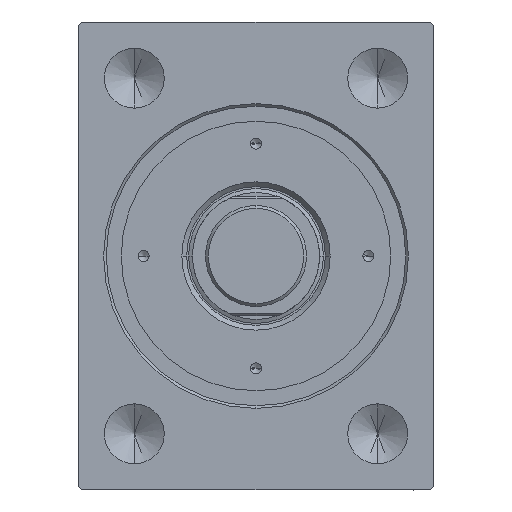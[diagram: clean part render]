
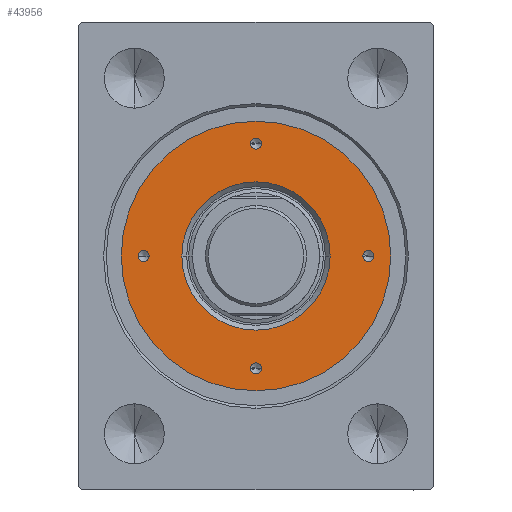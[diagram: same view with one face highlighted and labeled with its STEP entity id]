
A CAD part, left-side view. The second image highlights one B-rep face of the part: STEP entity #43956.
In plain terms, the highlighted face is planar.
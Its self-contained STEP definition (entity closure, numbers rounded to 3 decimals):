
#166 = CIRCLE ( 'NONE', #25149, 1.5 ) ;
#607 = DIRECTION ( 'NONE',  ( 0., 0., -1. ) ) ;
#761 = VERTEX_POINT ( 'NONE', #14717 ) ;
#897 = DIRECTION ( 'NONE',  ( 1., 0., 0. ) ) ;
#965 = DIRECTION ( 'NONE',  ( 0., 0., 1. ) ) ;
#1761 = CARTESIAN_POINT ( 'NONE',  ( 0., 0., 11.8 ) ) ;
#2521 = EDGE_CURVE ( 'NONE', #18853, #761, #25080, .T. ) ;
#2627 = CARTESIAN_POINT ( 'NONE',  ( -30., 0., 11.8 ) ) ;
#2683 = DIRECTION ( 'NONE',  ( 1., 0., 0. ) ) ;
#2690 = AXIS2_PLACEMENT_3D ( 'NONE', #37346, #33331, #6060 ) ;
#3433 = CIRCLE ( 'NONE', #2690, 36. ) ;
#3632 = EDGE_LOOP ( 'NONE', ( #19770, #43138 ) ) ;
#4182 = CARTESIAN_POINT ( 'NONE',  ( -19.8, 0., 11.8 ) ) ;
#4307 = EDGE_LOOP ( 'NONE', ( #17288, #19453 ) ) ;
#4522 = EDGE_CURVE ( 'NONE', #38937, #31032, #37207, .T. ) ;
#4633 = FACE_BOUND ( 'NONE', #42723, .T. ) ;
#6060 = DIRECTION ( 'NONE',  ( 1., 0., 0. ) ) ;
#6408 = ORIENTED_EDGE ( 'NONE', *, *, #4522, .F. ) ;
#7791 = EDGE_CURVE ( 'NONE', #36521, #27068, #3433, .T. ) ;
#7873 = AXIS2_PLACEMENT_3D ( 'NONE', #32898, #42711, #28666 ) ;
#8241 = DIRECTION ( 'NONE',  ( 1., 0., 0. ) ) ;
#8481 = CARTESIAN_POINT ( 'NONE',  ( 1.5, 30., 11.8 ) ) ;
#8872 = AXIS2_PLACEMENT_3D ( 'NONE', #25216, #38833, #8241 ) ;
#9253 = CARTESIAN_POINT ( 'NONE',  ( 0., 30., 11.8 ) ) ;
#9354 = ORIENTED_EDGE ( 'NONE', *, *, #30856, .T. ) ;
#9911 = DIRECTION ( 'NONE',  ( 0., 0., 1. ) ) ;
#10460 = DIRECTION ( 'NONE',  ( 1., 0., 0. ) ) ;
#10973 = DIRECTION ( 'NONE',  ( 0., 0., -1. ) ) ;
#11000 = DIRECTION ( 'NONE',  ( 0., 0., 1. ) ) ;
#11165 = ORIENTED_EDGE ( 'NONE', *, *, #7791, .T. ) ;
#11371 = EDGE_CURVE ( 'NONE', #15547, #42952, #19274, .T. ) ;
#11555 = EDGE_CURVE ( 'NONE', #42952, #15547, #15028, .T. ) ;
#11590 = FACE_OUTER_BOUND ( 'NONE', #12016, .T. ) ;
#12016 = EDGE_LOOP ( 'NONE', ( #9354, #11165 ) ) ;
#12288 = AXIS2_PLACEMENT_3D ( 'NONE', #24743, #607, #10460 ) ;
#12872 = AXIS2_PLACEMENT_3D ( 'NONE', #17260, #11000, #20594 ) ;
#13903 = CARTESIAN_POINT ( 'NONE',  ( 36., 0., 11.8 ) ) ;
#14432 = CARTESIAN_POINT ( 'NONE',  ( -1.5, 30., 11.8 ) ) ;
#14524 = FACE_BOUND ( 'NONE', #4307, .T. ) ;
#14558 = CARTESIAN_POINT ( 'NONE',  ( 0., -30., 11.8 ) ) ;
#14717 = CARTESIAN_POINT ( 'NONE',  ( -28.5, 0., 11.8 ) ) ;
#15028 = CIRCLE ( 'NONE', #12872, 1.5 ) ;
#15117 = CIRCLE ( 'NONE', #23637, 36. ) ;
#15415 = EDGE_CURVE ( 'NONE', #28442, #19400, #35774, .T. ) ;
#15547 = VERTEX_POINT ( 'NONE', #33701 ) ;
#15669 = CARTESIAN_POINT ( 'NONE',  ( 1.5, -30., 11.8 ) ) ;
#16536 = AXIS2_PLACEMENT_3D ( 'NONE', #24845, #39344, #38682 ) ;
#17214 = AXIS2_PLACEMENT_3D ( 'NONE', #20861, #965, #21741 ) ;
#17260 = CARTESIAN_POINT ( 'NONE',  ( 30., 0., 11.8 ) ) ;
#17288 = ORIENTED_EDGE ( 'NONE', *, *, #33432, .F. ) ;
#18853 = VERTEX_POINT ( 'NONE', #25524 ) ;
#19274 = CIRCLE ( 'NONE', #7873, 1.5 ) ;
#19400 = VERTEX_POINT ( 'NONE', #26071 ) ;
#19453 = ORIENTED_EDGE ( 'NONE', *, *, #2521, .F. ) ;
#19770 = ORIENTED_EDGE ( 'NONE', *, *, #34410, .F. ) ;
#20594 = DIRECTION ( 'NONE',  ( 1., 0., 0. ) ) ;
#20861 = CARTESIAN_POINT ( 'NONE',  ( -30., 0., 11.8 ) ) ;
#20876 = CIRCLE ( 'NONE', #37249, 1.5 ) ;
#21376 = EDGE_LOOP ( 'NONE', ( #29993, #28341 ) ) ;
#21741 = DIRECTION ( 'NONE',  ( 1., 0., 0. ) ) ;
#21895 = DIRECTION ( 'NONE',  ( 0., 0., 1. ) ) ;
#22667 = CARTESIAN_POINT ( 'NONE',  ( 31.5, 0., 11.8 ) ) ;
#22926 = AXIS2_PLACEMENT_3D ( 'NONE', #1761, #10973, #24588 ) ;
#23228 = VERTEX_POINT ( 'NONE', #31546 ) ;
#23306 = DIRECTION ( 'NONE',  ( 1., 0., 0. ) ) ;
#23637 = AXIS2_PLACEMENT_3D ( 'NONE', #39576, #43130, #2683 ) ;
#24486 = EDGE_CURVE ( 'NONE', #31032, #38937, #43425, .T. ) ;
#24588 = DIRECTION ( 'NONE',  ( 1., 0., 0. ) ) ;
#24743 = CARTESIAN_POINT ( 'NONE',  ( 0., 0., 11.8 ) ) ;
#24845 = CARTESIAN_POINT ( 'NONE',  ( 0., 30., 11.8 ) ) ;
#24996 = FACE_BOUND ( 'NONE', #3632, .T. ) ;
#25080 = CIRCLE ( 'NONE', #17214, 1.5 ) ;
#25087 = AXIS2_PLACEMENT_3D ( 'NONE', #14558, #21895, #897 ) ;
#25093 = CARTESIAN_POINT ( 'NONE',  ( -36., 0., 11.8 ) ) ;
#25149 = AXIS2_PLACEMENT_3D ( 'NONE', #26666, #9911, #23306 ) ;
#25216 = CARTESIAN_POINT ( 'NONE',  ( 0., 0., 11.8 ) ) ;
#25433 = PLANE ( 'NONE',  #8872 ) ;
#25524 = CARTESIAN_POINT ( 'NONE',  ( -31.5, 0., 11.8 ) ) ;
#26071 = CARTESIAN_POINT ( 'NONE',  ( 19.8, 0., 11.8 ) ) ;
#26666 = CARTESIAN_POINT ( 'NONE',  ( 0., -30., 11.8 ) ) ;
#27068 = VERTEX_POINT ( 'NONE', #25093 ) ;
#27574 = ORIENTED_EDGE ( 'NONE', *, *, #11555, .F. ) ;
#28341 = ORIENTED_EDGE ( 'NONE', *, *, #15415, .T. ) ;
#28442 = VERTEX_POINT ( 'NONE', #4182 ) ;
#28550 = FACE_BOUND ( 'NONE', #21376, .T. ) ;
#28666 = DIRECTION ( 'NONE',  ( 1., 0., 0. ) ) ;
#29884 = DIRECTION ( 'NONE',  ( 0., 0., 1. ) ) ;
#29993 = ORIENTED_EDGE ( 'NONE', *, *, #33591, .T. ) ;
#30856 = EDGE_CURVE ( 'NONE', #27068, #36521, #15117, .T. ) ;
#31032 = VERTEX_POINT ( 'NONE', #8481 ) ;
#31033 = EDGE_CURVE ( 'NONE', #23228, #37257, #36481, .T. ) ;
#31546 = CARTESIAN_POINT ( 'NONE',  ( -1.5, -30., 11.8 ) ) ;
#31913 = FACE_BOUND ( 'NONE', #38732, .T. ) ;
#32898 = CARTESIAN_POINT ( 'NONE',  ( 30., 0., 11.8 ) ) ;
#33331 = DIRECTION ( 'NONE',  ( 0., 0., 1. ) ) ;
#33432 = EDGE_CURVE ( 'NONE', #761, #18853, #20876, .T. ) ;
#33591 = EDGE_CURVE ( 'NONE', #19400, #28442, #42947, .T. ) ;
#33701 = CARTESIAN_POINT ( 'NONE',  ( 28.5, 0., 11.8 ) ) ;
#34131 = DIRECTION ( 'NONE',  ( 1., 0., 0. ) ) ;
#34410 = EDGE_CURVE ( 'NONE', #37257, #23228, #166, .T. ) ;
#35774 = CIRCLE ( 'NONE', #22926, 19.8 ) ;
#36481 = CIRCLE ( 'NONE', #25087, 1.5 ) ;
#36521 = VERTEX_POINT ( 'NONE', #13903 ) ;
#37207 = CIRCLE ( 'NONE', #16536, 1.5 ) ;
#37249 = AXIS2_PLACEMENT_3D ( 'NONE', #2627, #29884, #34131 ) ;
#37257 = VERTEX_POINT ( 'NONE', #15669 ) ;
#37346 = CARTESIAN_POINT ( 'NONE',  ( 0., 0., 11.8 ) ) ;
#38177 = ORIENTED_EDGE ( 'NONE', *, *, #24486, .F. ) ;
#38682 = DIRECTION ( 'NONE',  ( 1., 0., 0. ) ) ;
#38732 = EDGE_LOOP ( 'NONE', ( #27574, #43331 ) ) ;
#38833 = DIRECTION ( 'NONE',  ( 0., 0., 1. ) ) ;
#38937 = VERTEX_POINT ( 'NONE', #14432 ) ;
#38968 = DIRECTION ( 'NONE',  ( 1., 0., 0. ) ) ;
#39344 = DIRECTION ( 'NONE',  ( 0., 0., 1. ) ) ;
#39576 = CARTESIAN_POINT ( 'NONE',  ( 0., 0., 11.8 ) ) ;
#39834 = DIRECTION ( 'NONE',  ( 0., 0., 1. ) ) ;
#42711 = DIRECTION ( 'NONE',  ( 0., 0., 1. ) ) ;
#42722 = AXIS2_PLACEMENT_3D ( 'NONE', #9253, #39834, #38968 ) ;
#42723 = EDGE_LOOP ( 'NONE', ( #38177, #6408 ) ) ;
#42947 = CIRCLE ( 'NONE', #12288, 19.8 ) ;
#42952 = VERTEX_POINT ( 'NONE', #22667 ) ;
#43130 = DIRECTION ( 'NONE',  ( 0., 0., 1. ) ) ;
#43138 = ORIENTED_EDGE ( 'NONE', *, *, #31033, .F. ) ;
#43331 = ORIENTED_EDGE ( 'NONE', *, *, #11371, .F. ) ;
#43425 = CIRCLE ( 'NONE', #42722, 1.5 ) ;
#43956 = ADVANCED_FACE ( 'NONE', ( #14524, #4633, #31913, #24996, #28550, #11590 ), #25433, .T. ) ;
